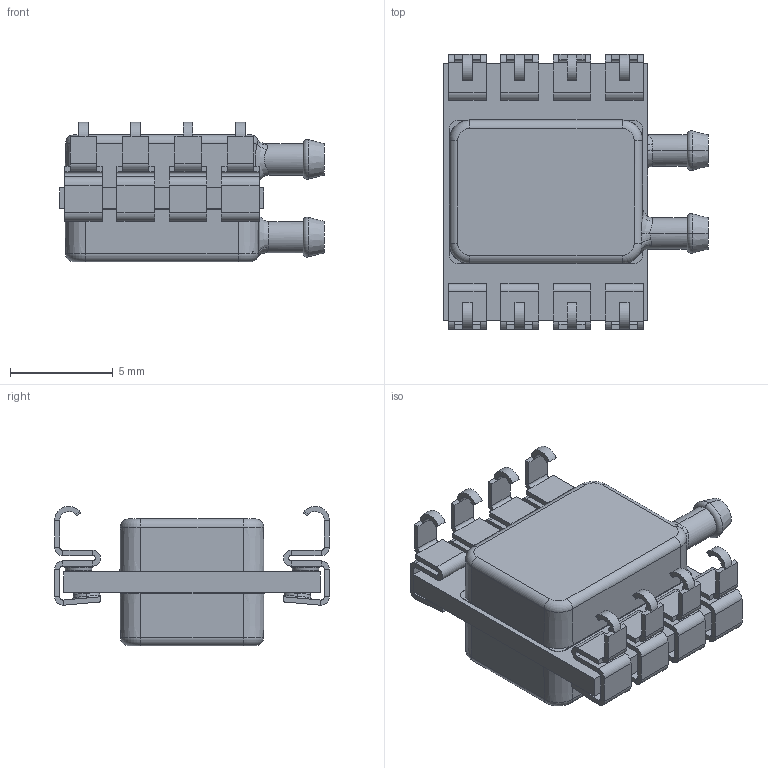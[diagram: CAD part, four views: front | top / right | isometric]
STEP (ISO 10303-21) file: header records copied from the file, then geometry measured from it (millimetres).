
FILE_DESCRIPTION((''),'2;1');
FILE_NAME('50039315-001_SW0001','2010-02-24T',('E445352'),(''),'PRO/ENGINEER BY PARAMETRIC TECHNOLOGY CORPORATION, 2008250','PRO/ENGINEER BY PARAMETRIC TECHNOLOGY CORPORATION, 2008250','');
FILE_SCHEMA(('CONFIG_CONTROL_DESIGN'));
Length unit declared in the file: millimetre
Products named in the file (1): 50039315-001_SW0001
Bounding box: 12.83 x 13.35 x 6.77 mm (x, y, z)
Volume: 502.1 mm3; surface area: 796.6 mm2
Topology: 1 solids, 1 shells, 692 faces, 1555 edges, 890 vertices
Faces by surface type: plane 370, cylinder 103, torus 92, cone 80, bspline 44, sphere 3
Entity records: 20648 total; most frequent: CARTESIAN_POINT 5239, DIRECTION 3358, ORIENTED_EDGE 3110, EDGE_CURVE 1555, AXIS2_PLACEMENT_3D 1269, VERTEX_POINT 890, VECTOR 820, LINE 820
